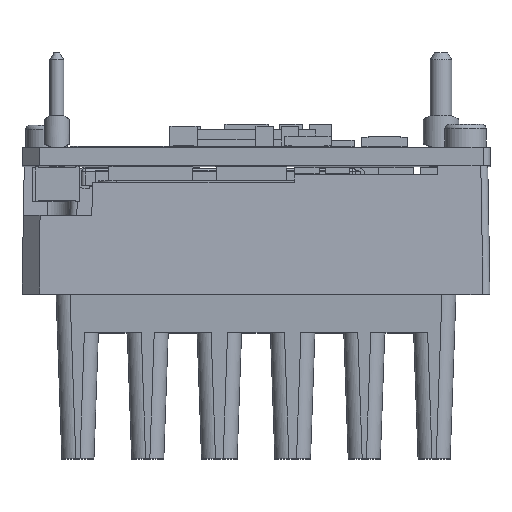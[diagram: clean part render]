
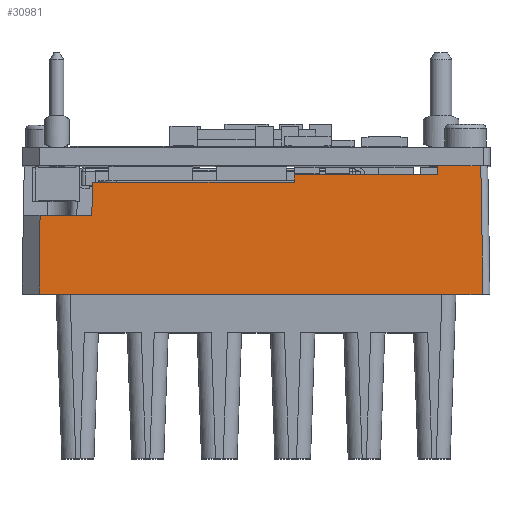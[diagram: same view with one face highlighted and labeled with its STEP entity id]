
A CAD part, top view. The second image highlights one B-rep face of the part: STEP entity #30981.
In plain terms, the highlighted planar face has unit normal (0, 0.018, 1).
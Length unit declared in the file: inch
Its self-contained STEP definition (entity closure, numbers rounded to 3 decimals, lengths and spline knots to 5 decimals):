
#20851=CARTESIAN_POINT('',(0.67,0.47,0.725));
#20892=DIRECTION('',(1.,0.,0.));
#20893=VECTOR('',#20892,1.27);
#20894=CARTESIAN_POINT('',(-0.6,0.47,0.725));
#20895=LINE('',#20894,#20893);
#22680=CARTESIAN_POINT('',(0.6636,0.837,0.71859));
#22691=DIRECTION('',(1.,0.,0.));
#22692=VECTOR('',#22691,0.12316);
#22693=CARTESIAN_POINT('',(0.54044,0.837,0.71859));
#22694=LINE('',#22693,#22692);
#22805=DIRECTION('',(1.,0.,0.));
#22806=VECTOR('',#22805,0.57834);
#22807=CARTESIAN_POINT('',(-0.44834,0.79,0.71941));
#22808=LINE('',#22807,#22806);
#22889=DIRECTION('',(-0.017,1.,-0.017));
#22890=VECTOR('',#22889,0.36711);
#22891=CARTESIAN_POINT('',(0.67,0.47,0.725));
#22892=LINE('',#22891,#22890);
#22896=DIRECTION('',(-0.007,-1.,0.017));
#22897=VECTOR('',#22896,0.22504);
#22898=CARTESIAN_POINT('',(-0.59837,0.695,0.72107));
#22899=LINE('',#22898,#22897);
#22903=DIRECTION('',(1.,0.,0.));
#22904=VECTOR('',#22903,0.14837);
#22905=CARTESIAN_POINT('',(-0.59837,0.695,0.72107));
#22906=LINE('',#22905,#22904);
#22910=DIRECTION('',(0.017,1.,-0.017));
#22911=VECTOR('',#22910,0.09503);
#22912=CARTESIAN_POINT('',(-0.45,0.695,0.72107));
#22913=LINE('',#22912,#22911);
#22917=DIRECTION('',(0.017,1.,-0.017));
#22918=VECTOR('',#22917,0.02501);
#22919=CARTESIAN_POINT('',(0.54,0.812,0.71903));
#22920=LINE('',#22919,#22918);
#23365=DIRECTION('',(-1.,0.,0.));
#23366=VECTOR('',#23365,0.40962);
#23367=CARTESIAN_POINT('',(0.54,0.812,0.71903));
#23368=LINE('',#23367,#23366);
#23422=DIRECTION('',(-0.017,-1.,0.017));
#23423=VECTOR('',#23422,0.02201);
#23424=CARTESIAN_POINT('',(0.13038,0.812,0.71903));
#23425=LINE('',#23424,#23423);
#24933=CARTESIAN_POINT('',(-0.59837,0.695,0.72107));
#24934=CARTESIAN_POINT('',(-0.6,0.47,0.725));
#24935=VERTEX_POINT('',#24933);
#24936=VERTEX_POINT('',#24934);
#24937=VERTEX_POINT('',#22680);
#24941=VERTEX_POINT('',#20851);
#24956=CARTESIAN_POINT('',(-0.45,0.695,0.72107));
#24957=CARTESIAN_POINT('',(-0.44834,0.79,0.71941));
#24958=VERTEX_POINT('',#24956);
#24959=VERTEX_POINT('',#24957);
#25018=CARTESIAN_POINT('',(0.54,0.812,0.71903));
#25019=CARTESIAN_POINT('',(0.54044,0.837,0.71859));
#25020=VERTEX_POINT('',#25018);
#25021=VERTEX_POINT('',#25019);
#25027=CARTESIAN_POINT('',(0.13038,0.812,0.71903));
#25028=CARTESIAN_POINT('',(0.13,0.79,0.71941));
#25029=VERTEX_POINT('',#25027);
#25030=VERTEX_POINT('',#25028);
#30958=CARTESIAN_POINT('',(-0.6,0.47,0.725));
#30959=DIRECTION('',(0.,0.017,1.));
#30960=DIRECTION('',(1.,0.017,0.));
#30961=AXIS2_PLACEMENT_3D('',#30958,#30959,#30960);
#30962=PLANE('',#30961);
#30963=ORIENTED_EDGE('',*,*,#30953,.F.);
#30964=ORIENTED_EDGE('',*,*,#28951,.F.);
#30966=ORIENTED_EDGE('',*,*,#30965,.F.);
#30968=ORIENTED_EDGE('',*,*,#30967,.T.);
#30970=ORIENTED_EDGE('',*,*,#30969,.T.);
#30971=ORIENTED_EDGE('',*,*,#30858,.T.);
#30973=ORIENTED_EDGE('',*,*,#30972,.F.);
#30975=ORIENTED_EDGE('',*,*,#30974,.F.);
#30977=ORIENTED_EDGE('',*,*,#30976,.T.);
#30978=ORIENTED_EDGE('',*,*,#30764,.T.);
#30979=EDGE_LOOP('',(#30963,#30964,#30966,#30968,#30970,#30971,#30973,#30975,
#30977,#30978));
#30980=FACE_OUTER_BOUND('',#30979,.F.);
#28951=EDGE_CURVE('',#24936,#24941,#20895,.T.);
#30764=EDGE_CURVE('',#25021,#24937,#22694,.T.);
#30858=EDGE_CURVE('',#24959,#25030,#22808,.T.);
#30953=EDGE_CURVE('',#24941,#24937,#22892,.T.);
#30965=EDGE_CURVE('',#24935,#24936,#22899,.T.);
#30967=EDGE_CURVE('',#24935,#24958,#22906,.T.);
#30969=EDGE_CURVE('',#24958,#24959,#22913,.T.);
#30972=EDGE_CURVE('',#25029,#25030,#23425,.T.);
#30974=EDGE_CURVE('',#25020,#25029,#23368,.T.);
#30976=EDGE_CURVE('',#25020,#25021,#22920,.T.);
#30981=ADVANCED_FACE('',(#30980),#30962,.T.);
